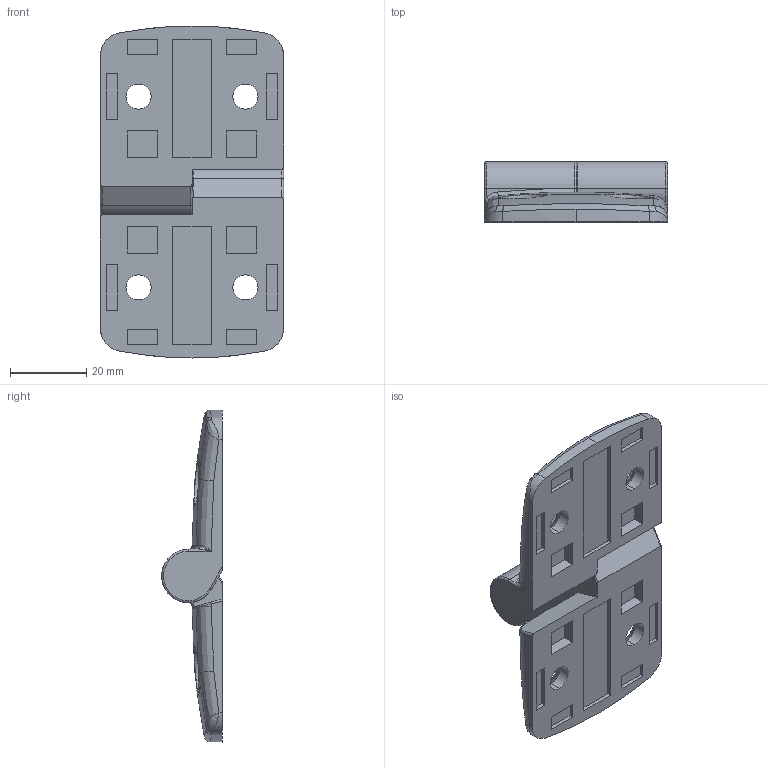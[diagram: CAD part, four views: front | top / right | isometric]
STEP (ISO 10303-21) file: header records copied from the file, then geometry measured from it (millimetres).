
FILE_DESCRIPTION (( 'STEP AP203' ), '1' );
FILE_NAME ('402600011_c_1.STEP', '2022-12-18T17:31:43', ( '' ), ( '' ), 'SwSTEP 2.0', 'SolidWorks 2014', '' );
FILE_SCHEMA (( 'CONFIG_CONTROL_DESIGN' ));
Length unit declared in the file: millimetre
Products named in the file (3): 095k-01_6-41; 402600011_c_1; 095k45r00_095 k 45 r00
Assembly tree (3 placements, depth 2):
  402600011_c_1
    095k45r00_095 k 45 r00  x2
    095k-01_6-41
Bounding box: 48 x 15.9 x 87 mm (x, y, z)
Volume: 26879 mm3; surface area: 13397.1 mm2
Topology: 3 solids, 3 shells, 198 faces, 482 edges, 302 vertices
Faces by surface type: plane 90, bspline 46, cylinder 46, cone 12, torus 4
Entity records: 4620 total; most frequent: CARTESIAN_POINT 2007, ORIENTED_EDGE 506, DIRECTION 424, EDGE_CURVE 253, VERTEX_POINT 159, AXIS2_PLACEMENT_3D 147, VECTOR 130, LINE 130
